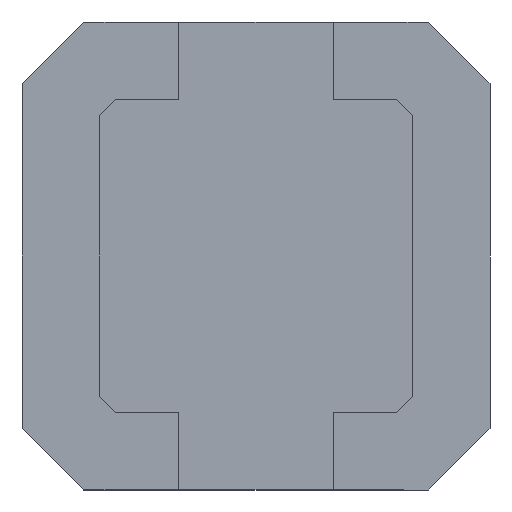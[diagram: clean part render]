
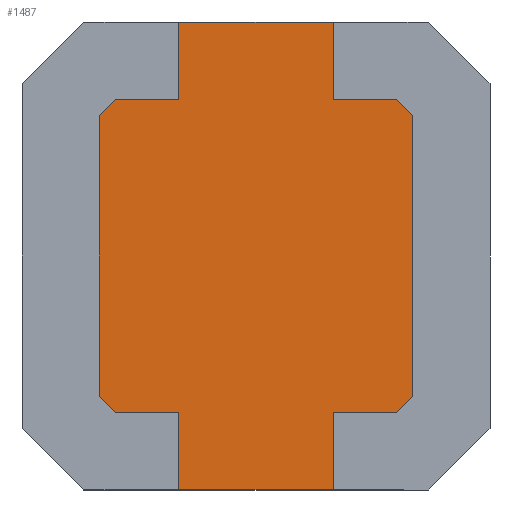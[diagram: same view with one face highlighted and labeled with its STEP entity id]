
A CAD part, front view. The second image highlights one B-rep face of the part: STEP entity #1487.
In plain terms, the highlighted planar face has unit normal (0, -1, 0).
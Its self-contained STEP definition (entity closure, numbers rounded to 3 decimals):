
#42 = CARTESIAN_POINT ( 'NONE',  ( 0.908, 0.15, 1.015 ) ) ;
#53 = CARTESIAN_POINT ( 'NONE',  ( 0.908, 0.15, -1.015 ) ) ;
#76 = EDGE_CURVE ( 'NONE', #1204, #480, #3313, .T. ) ;
#98 = DIRECTION ( 'NONE',  ( 0., 1., 0. ) ) ;
#100 = ORIENTED_EDGE ( 'NONE', *, *, #2919, .F. ) ;
#104 = DIRECTION ( 'NONE',  ( 0., 0., -1. ) ) ;
#110 = DIRECTION ( 'NONE',  ( -0.707, 0., -0.707 ) ) ;
#126 = VERTEX_POINT ( 'NONE', #1154 ) ;
#176 = ORIENTED_EDGE ( 'NONE', *, *, #2661, .F. ) ;
#185 = DIRECTION ( 'NONE',  ( 1., 0., 0. ) ) ;
#188 = VECTOR ( 'NONE', #503, 1000. ) ;
#215 = ORIENTED_EDGE ( 'NONE', *, *, #1494, .F. ) ;
#257 = VERTEX_POINT ( 'NONE', #2007 ) ;
#263 = LINE ( 'NONE', #3278, #1179 ) ;
#282 = ORIENTED_EDGE ( 'NONE', *, *, #711, .T. ) ;
#315 = CARTESIAN_POINT ( 'NONE',  ( -1.015, 0.15, -0.908 ) ) ;
#338 = VECTOR ( 'NONE', #185, 1000. ) ;
#381 = VERTEX_POINT ( 'NONE', #2997 ) ;
#416 = VERTEX_POINT ( 'NONE', #2115 ) ;
#476 = CARTESIAN_POINT ( 'NONE',  ( 0.5, 0.15, -1.515 ) ) ;
#480 = VERTEX_POINT ( 'NONE', #2274 ) ;
#497 = VECTOR ( 'NONE', #1967, 1000. ) ;
#503 = DIRECTION ( 'NONE',  ( 1., 0., 0. ) ) ;
#567 = ORIENTED_EDGE ( 'NONE', *, *, #2631, .F. ) ;
#568 = CARTESIAN_POINT ( 'NONE',  ( 0.5, 0.15, -1.515 ) ) ;
#599 = DIRECTION ( 'NONE',  ( 0., 0., -1. ) ) ;
#628 = DIRECTION ( 'NONE',  ( 1., 0., 0. ) ) ;
#711 = EDGE_CURVE ( 'NONE', #257, #1850, #2177, .T. ) ;
#776 = VECTOR ( 'NONE', #923, 1000. ) ;
#797 = VECTOR ( 'NONE', #599, 1000. ) ;
#819 = VECTOR ( 'NONE', #1972, 1000. ) ;
#822 = DIRECTION ( 'NONE',  ( 0.707, 0., 0.707 ) ) ;
#873 = EDGE_CURVE ( 'NONE', #2931, #2751, #3053, .T. ) ;
#894 = EDGE_LOOP ( 'NONE', ( #2603, #2637, #282, #1210, #3260, #2688, #1317, #567, #3130, #995, #2157, #2027, #100, #215, #176, #2599 ) ) ;
#923 = DIRECTION ( 'NONE',  ( 0., 0., 1. ) ) ;
#967 = CARTESIAN_POINT ( 'NONE',  ( -0.5, 0.15, 1.515 ) ) ;
#995 = ORIENTED_EDGE ( 'NONE', *, *, #2611, .T. ) ;
#1020 = LINE ( 'NONE', #1232, #188 ) ;
#1087 = VECTOR ( 'NONE', #104, 1000. ) ;
#1111 = PLANE ( 'NONE',  #2128 ) ;
#1123 = LINE ( 'NONE', #476, #497 ) ;
#1154 = CARTESIAN_POINT ( 'NONE',  ( -0.5, 0.15, 1.015 ) ) ;
#1179 = VECTOR ( 'NONE', #2000, 1000. ) ;
#1183 = DIRECTION ( 'NONE',  ( 0., 0., 1. ) ) ;
#1204 = VERTEX_POINT ( 'NONE', #1250 ) ;
#1210 = ORIENTED_EDGE ( 'NONE', *, *, #2456, .T. ) ;
#1221 = EDGE_CURVE ( 'NONE', #126, #257, #3047, .T. ) ;
#1232 = CARTESIAN_POINT ( 'NONE',  ( 0.5, 0.15, 1.515 ) ) ;
#1234 = DIRECTION ( 'NONE',  ( 0., 0., -1. ) ) ;
#1250 = CARTESIAN_POINT ( 'NONE',  ( 1.015, 0.15, -0.908 ) ) ;
#1317 = ORIENTED_EDGE ( 'NONE', *, *, #1616, .F. ) ;
#1341 = CARTESIAN_POINT ( 'NONE',  ( 0.908, 0.15, -1.015 ) ) ;
#1429 = VECTOR ( 'NONE', #110, 1000. ) ;
#1487 = ADVANCED_FACE ( 'NONE', ( #3204 ), #1111, .F. ) ;
#1494 = EDGE_CURVE ( 'NONE', #416, #2026, #2430, .T. ) ;
#1568 = CARTESIAN_POINT ( 'NONE',  ( -0.5, 0.15, 1.515 ) ) ;
#1584 = VERTEX_POINT ( 'NONE', #2436 ) ;
#1616 = EDGE_CURVE ( 'NONE', #2597, #2904, #2348, .T. ) ;
#1631 = CARTESIAN_POINT ( 'NONE',  ( -0.908, 0.15, 1.015 ) ) ;
#1652 = CARTESIAN_POINT ( 'NONE',  ( 1.015, 0.15, -0.908 ) ) ;
#1666 = VECTOR ( 'NONE', #3147, 1000. ) ;
#1695 = CARTESIAN_POINT ( 'NONE',  ( 0.5, 0.15, -1.015 ) ) ;
#1700 = EDGE_CURVE ( 'NONE', #126, #2920, #263, .T. ) ;
#1730 = EDGE_CURVE ( 'NONE', #2751, #2904, #3291, .T. ) ;
#1743 = LINE ( 'NONE', #1803, #797 ) ;
#1798 = CARTESIAN_POINT ( 'NONE',  ( -0.5, 0.15, -1.015 ) ) ;
#1803 = CARTESIAN_POINT ( 'NONE',  ( 0.5, 0.15, 1.515 ) ) ;
#1808 = VECTOR ( 'NONE', #3253, 1000. ) ;
#1850 = VERTEX_POINT ( 'NONE', #3048 ) ;
#1898 = CARTESIAN_POINT ( 'NONE',  ( 0.5, 0.15, 1.015 ) ) ;
#1967 = DIRECTION ( 'NONE',  ( -1., 0., 0. ) ) ;
#1972 = DIRECTION ( 'NONE',  ( 1., 0., 0. ) ) ;
#2000 = DIRECTION ( 'NONE',  ( 0., 0., 1. ) ) ;
#2007 = CARTESIAN_POINT ( 'NONE',  ( -0.908, 0.15, 1.015 ) ) ;
#2026 = VERTEX_POINT ( 'NONE', #3118 ) ;
#2027 = ORIENTED_EDGE ( 'NONE', *, *, #76, .T. ) ;
#2115 = CARTESIAN_POINT ( 'NONE',  ( 0.5, 0.15, 1.015 ) ) ;
#2128 = AXIS2_PLACEMENT_3D ( 'NONE', #2640, #98, #3199 ) ;
#2157 = ORIENTED_EDGE ( 'NONE', *, *, #2909, .T. ) ;
#2177 = LINE ( 'NONE', #1631, #1429 ) ;
#2182 = VECTOR ( 'NONE', #822, 1000. ) ;
#2233 = CARTESIAN_POINT ( 'NONE',  ( 0.5, 0.15, 1.515 ) ) ;
#2274 = CARTESIAN_POINT ( 'NONE',  ( 1.015, 0.15, 0.908 ) ) ;
#2275 = CARTESIAN_POINT ( 'NONE',  ( -0.908, 0.15, -1.015 ) ) ;
#2296 = LINE ( 'NONE', #53, #2182 ) ;
#2348 = LINE ( 'NONE', #967, #776 ) ;
#2425 = VECTOR ( 'NONE', #628, 1000. ) ;
#2430 = LINE ( 'NONE', #1898, #2425 ) ;
#2436 = CARTESIAN_POINT ( 'NONE',  ( 0.5, 0.15, 1.515 ) ) ;
#2456 = EDGE_CURVE ( 'NONE', #1850, #2931, #2690, .T. ) ;
#2597 = VERTEX_POINT ( 'NONE', #2975 ) ;
#2599 = ORIENTED_EDGE ( 'NONE', *, *, #3213, .F. ) ;
#2603 = ORIENTED_EDGE ( 'NONE', *, *, #1700, .F. ) ;
#2611 = EDGE_CURVE ( 'NONE', #381, #3024, #2800, .T. ) ;
#2618 = CARTESIAN_POINT ( 'NONE',  ( -1.015, 0.15, -0.908 ) ) ;
#2631 = EDGE_CURVE ( 'NONE', #2843, #2597, #1123, .T. ) ;
#2637 = ORIENTED_EDGE ( 'NONE', *, *, #1221, .T. ) ;
#2640 = CARTESIAN_POINT ( 'NONE',  ( 0.5, 0.15, 1.515 ) ) ;
#2661 = EDGE_CURVE ( 'NONE', #1584, #416, #3227, .T. ) ;
#2688 = ORIENTED_EDGE ( 'NONE', *, *, #1730, .T. ) ;
#2690 = LINE ( 'NONE', #3139, #1087 ) ;
#2751 = VERTEX_POINT ( 'NONE', #2275 ) ;
#2800 = LINE ( 'NONE', #1695, #338 ) ;
#2842 = LINE ( 'NONE', #42, #3270 ) ;
#2843 = VERTEX_POINT ( 'NONE', #568 ) ;
#2845 = VECTOR ( 'NONE', #1183, 1000. ) ;
#2857 = EDGE_CURVE ( 'NONE', #381, #2843, #1743, .T. ) ;
#2904 = VERTEX_POINT ( 'NONE', #1798 ) ;
#2909 = EDGE_CURVE ( 'NONE', #3024, #1204, #2296, .T. ) ;
#2919 = EDGE_CURVE ( 'NONE', #2026, #480, #2842, .T. ) ;
#2920 = VERTEX_POINT ( 'NONE', #1568 ) ;
#2931 = VERTEX_POINT ( 'NONE', #315 ) ;
#2975 = CARTESIAN_POINT ( 'NONE',  ( -0.5, 0.15, -1.515 ) ) ;
#2997 = CARTESIAN_POINT ( 'NONE',  ( 0.5, 0.15, -1.015 ) ) ;
#3024 = VERTEX_POINT ( 'NONE', #1341 ) ;
#3047 = LINE ( 'NONE', #3281, #1808 ) ;
#3048 = CARTESIAN_POINT ( 'NONE',  ( -1.015, 0.15, 0.908 ) ) ;
#3053 = LINE ( 'NONE', #2618, #1666 ) ;
#3113 = DIRECTION ( 'NONE',  ( 0.707, 0., -0.707 ) ) ;
#3118 = CARTESIAN_POINT ( 'NONE',  ( 0.908, 0.15, 1.015 ) ) ;
#3130 = ORIENTED_EDGE ( 'NONE', *, *, #2857, .F. ) ;
#3139 = CARTESIAN_POINT ( 'NONE',  ( -1.015, 0.15, 0.908 ) ) ;
#3147 = DIRECTION ( 'NONE',  ( 0.707, 0., -0.707 ) ) ;
#3189 = VECTOR ( 'NONE', #1234, 1000. ) ;
#3199 = DIRECTION ( 'NONE',  ( 0., 0., 1. ) ) ;
#3204 = FACE_OUTER_BOUND ( 'NONE', #894, .T. ) ;
#3213 = EDGE_CURVE ( 'NONE', #2920, #1584, #1020, .T. ) ;
#3227 = LINE ( 'NONE', #2233, #3189 ) ;
#3253 = DIRECTION ( 'NONE',  ( -1., 0., 0. ) ) ;
#3260 = ORIENTED_EDGE ( 'NONE', *, *, #873, .T. ) ;
#3270 = VECTOR ( 'NONE', #3113, 1000. ) ;
#3278 = CARTESIAN_POINT ( 'NONE',  ( -0.5, 0.15, 1.515 ) ) ;
#3281 = CARTESIAN_POINT ( 'NONE',  ( -0.5, 0.15, 1.015 ) ) ;
#3291 = LINE ( 'NONE', #3295, #819 ) ;
#3295 = CARTESIAN_POINT ( 'NONE',  ( -0.908, 0.15, -1.015 ) ) ;
#3313 = LINE ( 'NONE', #1652, #2845 ) ;
